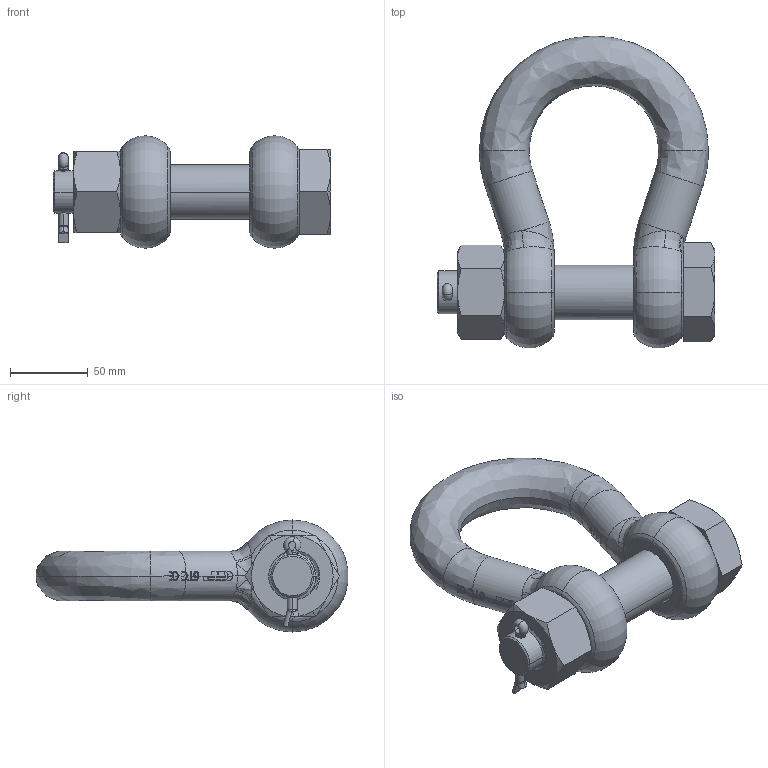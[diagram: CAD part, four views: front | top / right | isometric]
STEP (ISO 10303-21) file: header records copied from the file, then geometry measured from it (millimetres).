
FILE_DESCRIPTION (( 'STEP AP203' ), '1' );
FILE_NAME ('GPGHMB32.step', '2009-08-07T11:12:36', ( '.' ), ( '.' ), 'SwSTEP 2.0', 'SolidWorks 2009', '' );
FILE_SCHEMA (( 'CONFIG_CONTROL_DESIGN' ));
Products named in the file (5): GPGHMB32; 12_2; 12_1; 12_4; 12_3
Assembly tree (4 placements, depth 2):
  GPGHMB32
    12_4
    12_1
    12_2
    12_3
Bounding box: 178 x 200.24 x 72 mm (x, y, z)
Volume: 641614.4 mm3; surface area: 101097.4 mm2
Topology: 4 solids, 4 shells, 728 faces, 1999 edges, 1295 vertices
Faces by surface type: plane 316, bspline 249, cylinder 125, cone 28, torus 10
Entity records: 38450 total; most frequent: CARTESIAN_POINT 22064, ORIENTED_EDGE 3982, DIRECTION 2298, EDGE_CURVE 1991, VERTEX_POINT 1295, LINE 932, VECTOR 932, EDGE_LOOP 760
